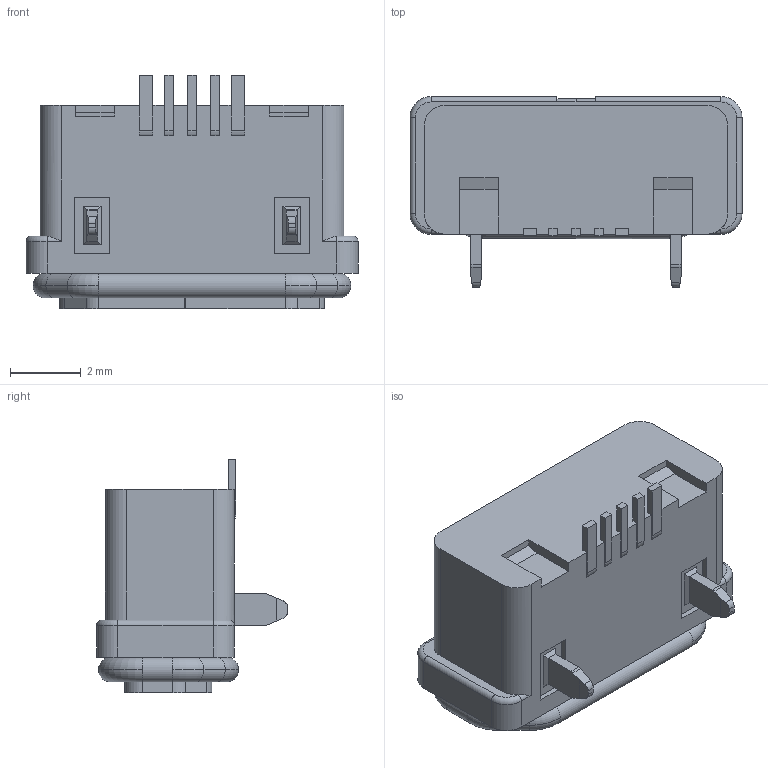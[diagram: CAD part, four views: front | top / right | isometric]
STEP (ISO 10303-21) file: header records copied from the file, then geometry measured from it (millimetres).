
FILE_DESCRIPTION (( 'STEP AP203' ), '1' );
FILE_NAME ('54-00279.STEP', '2021-06-16T21:58:43', ( '' ), ( '' ), 'SwSTEP 2.0', 'SolidWorks 2021', '' );
FILE_SCHEMA (( 'CONFIG_CONTROL_DESIGN' ));
Length unit declared in the file: millimetre
Products named in the file (3): 54-00279_oring; 54-00279
Assembly tree (2 placements, depth 2):
  54-00279
    54-00279
    54-00279_oring
Bounding box: 9.4 x 5.4 x 6.6 mm (x, y, z)
Volume: 135.1 mm3; surface area: 355.8 mm2
Topology: 2 solids, 2 shells, 374 faces, 985 edges, 634 vertices
Faces by surface type: plane 274, cylinder 72, torus 16, cone 8, bspline 4
Entity records: 11819 total; most frequent: CARTESIAN_POINT 2209, ORIENTED_EDGE 1970, DIRECTION 1869, EDGE_CURVE 985, LINE 795, VECTOR 795, VERTEX_POINT 634, AXIS2_PLACEMENT_3D 537
